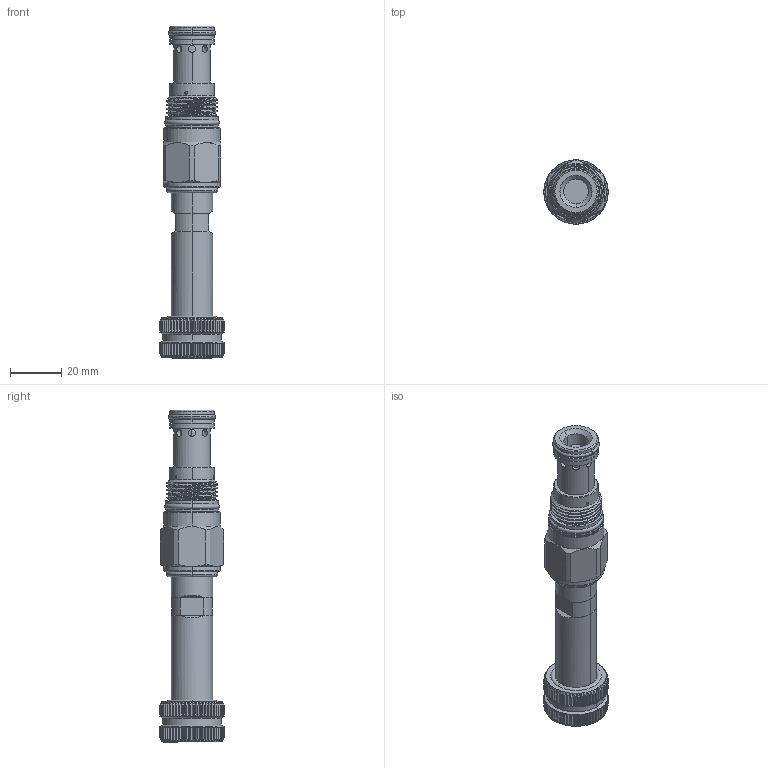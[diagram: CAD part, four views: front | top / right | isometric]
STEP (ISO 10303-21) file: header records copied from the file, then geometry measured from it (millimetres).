
FILE_DESCRIPTION (( 'STEP AP203' ), '1' );
FILE_NAME ('PRP10A2C-P-B.STEP', '2020-04-15T08:28:12', ( '' ), ( '' ), 'SwSTEP 2.0', 'SolidWorks 2018', '' );
FILE_SCHEMA (( 'CONFIG_CONTROL_DESIGN' ));
Length unit declared in the file: millimetre
Products named in the file (1): PRP10A2C-P-B
Bounding box: 25 x 25 x 129.25 mm (x, y, z)
Volume: 35081.9 mm3; surface area: 11505.5 mm2
Topology: 4 solids, 4 shells, 1023 faces, 2678 edges, 1690 vertices
Faces by surface type: plane 424, cylinder 421, cone 147, torus 20, bspline 11
Entity records: 36184 total; most frequent: CARTESIAN_POINT 11922, ORIENTED_EDGE 5352, DIRECTION 4747, EDGE_CURVE 2676, AXIS2_PLACEMENT_3D 1836, VERTEX_POINT 1690, LINE 1075, VECTOR 1075
